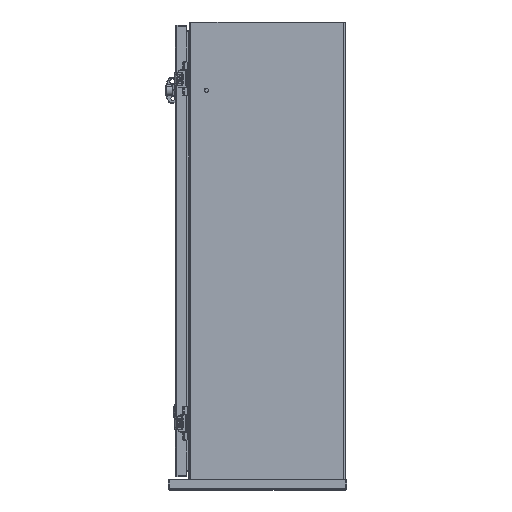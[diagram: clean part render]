
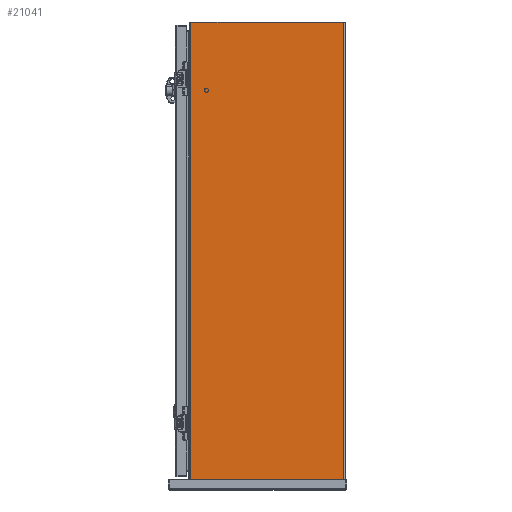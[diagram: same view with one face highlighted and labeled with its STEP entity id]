
A CAD part, left-side view. The second image highlights one B-rep face of the part: STEP entity #21041.
In plain terms, the highlighted planar face has unit normal (-1, 0, 0).
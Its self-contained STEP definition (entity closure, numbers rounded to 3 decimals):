
#1020 = EDGE_LOOP ( 'NONE', ( #29324, #107007, #20823, #11371 ) ) ;
#3540 = CARTESIAN_POINT ( 'NONE',  ( -12., 6.01, 0. ) ) ;
#4815 = VERTEX_POINT ( 'NONE', #29289 ) ;
#7554 = CARTESIAN_POINT ( 'NONE',  ( -12., 0.136, -35.925 ) ) ;
#10311 = VERTEX_POINT ( 'NONE', #105152 ) ;
#11371 = ORIENTED_EDGE ( 'NONE', *, *, #77454, .F. ) ;
#13194 = LINE ( 'NONE', #60823, #18270 ) ;
#18270 = VECTOR ( 'NONE', #21832, 39.37 ) ;
#20823 = ORIENTED_EDGE ( 'NONE', *, *, #97550, .T. ) ;
#21041 = ADVANCED_FACE ( 'NONE', ( #80676 ), #79624, .T. ) ;
#21832 = DIRECTION ( 'NONE',  ( 0., 0., -1. ) ) ;
#29289 = CARTESIAN_POINT ( 'NONE',  ( -12., 11.883, -35.925 ) ) ;
#29324 = ORIENTED_EDGE ( 'NONE', *, *, #89736, .F. ) ;
#29628 = VERTEX_POINT ( 'NONE', #7554 ) ;
#30625 = DIRECTION ( 'NONE',  ( 0., 0., -1. ) ) ;
#36553 = DIRECTION ( 'NONE',  ( 0., 1., 0. ) ) ;
#46002 = DIRECTION ( 'NONE',  ( 0., 1., 0. ) ) ;
#54892 = EDGE_CURVE ( 'NONE', #10311, #91749, #84664, .T. ) ;
#55830 = DIRECTION ( 'NONE',  ( 0., 0., 1. ) ) ;
#60353 = VECTOR ( 'NONE', #30625, 39.37 ) ;
#60823 = CARTESIAN_POINT ( 'NONE',  ( -12., 0.136, 0. ) ) ;
#60867 = CARTESIAN_POINT ( 'NONE',  ( -12., 11.883, 0. ) ) ;
#62883 = DIRECTION ( 'NONE',  ( -1., 0., 0. ) ) ;
#64668 = CARTESIAN_POINT ( 'NONE',  ( -12., 11.883, 0. ) ) ;
#77454 = EDGE_CURVE ( 'NONE', #29628, #4815, #87599, .T. ) ;
#79624 = PLANE ( 'NONE',  #83111 ) ;
#80676 = FACE_OUTER_BOUND ( 'NONE', #1020, .T. ) ;
#83111 = AXIS2_PLACEMENT_3D ( 'NONE', #105001, #62883, #55830 ) ;
#84664 = LINE ( 'NONE', #3540, #91293 ) ;
#85275 = LINE ( 'NONE', #64668, #60353 ) ;
#87599 = LINE ( 'NONE', #96251, #94150 ) ;
#89736 = EDGE_CURVE ( 'NONE', #10311, #29628, #13194, .T. ) ;
#91293 = VECTOR ( 'NONE', #36553, 39.37 ) ;
#91749 = VERTEX_POINT ( 'NONE', #60867 ) ;
#94150 = VECTOR ( 'NONE', #46002, 39.37 ) ;
#96251 = CARTESIAN_POINT ( 'NONE',  ( -12., 6.01, -35.925 ) ) ;
#97550 = EDGE_CURVE ( 'NONE', #91749, #4815, #85275, .T. ) ;
#105001 = CARTESIAN_POINT ( 'NONE',  ( -12., 11.883, 0. ) ) ;
#105152 = CARTESIAN_POINT ( 'NONE',  ( -12., 0.136, 0. ) ) ;
#107007 = ORIENTED_EDGE ( 'NONE', *, *, #54892, .T. ) ;
